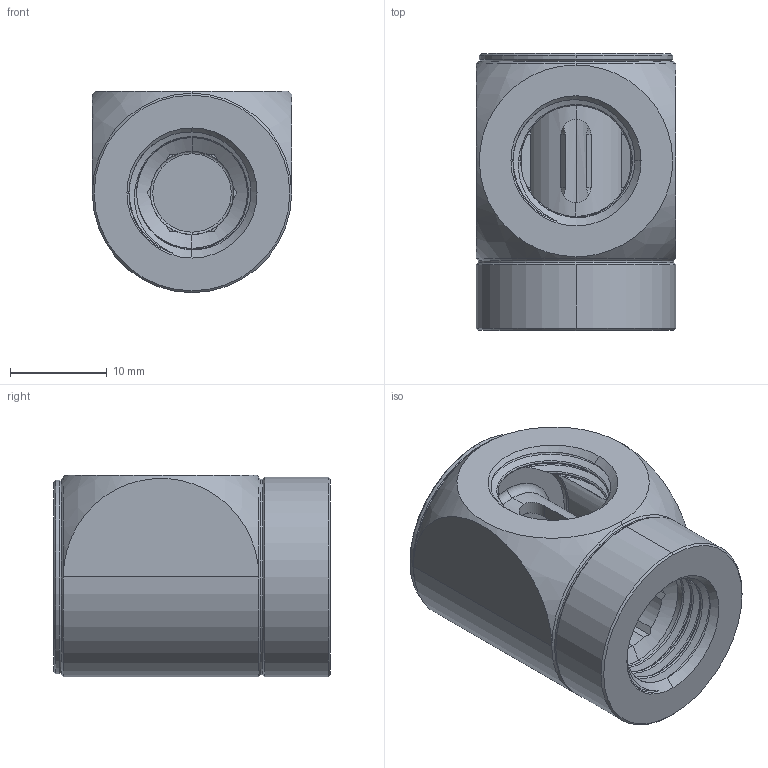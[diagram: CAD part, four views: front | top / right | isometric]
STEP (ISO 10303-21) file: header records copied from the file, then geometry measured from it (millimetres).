
FILE_DESCRIPTION (( 'STEP AP203' ), '1' );
FILE_NAME ('TG-DM-FIT-0010 DeltaMate Rotary - FF90ｰ Black.STEP', '2025-07-31T11:19:21', ( '' ), ( '' ), 'SwSTEP 2.0', 'SolidWorks 2024', '' );
FILE_SCHEMA (( 'CONFIG_CONTROL_DESIGN' ));
Length unit declared in the file: millimetre
Products named in the file (1): TG-DM-FIT-0010 DeltaMate Rotary - FF90° Black
Bounding box: 20.6 x 28.6 x 20.8 mm (x, y, z)
Volume: 6424.1 mm3; surface area: 5436.6 mm2
Topology: 2 solids, 2 shells, 207 faces, 547 edges, 351 vertices
Faces by surface type: plane 70, cylinder 56, cone 33, bspline 28, torus 20
Entity records: 15757 total; most frequent: CARTESIAN_POINT 10965, ORIENTED_EDGE 1078, DIRECTION 883, EDGE_CURVE 539, VERTEX_POINT 343, AXIS2_PLACEMENT_3D 343, EDGE_LOOP 226, FACE_OUTER_BOUND 207
